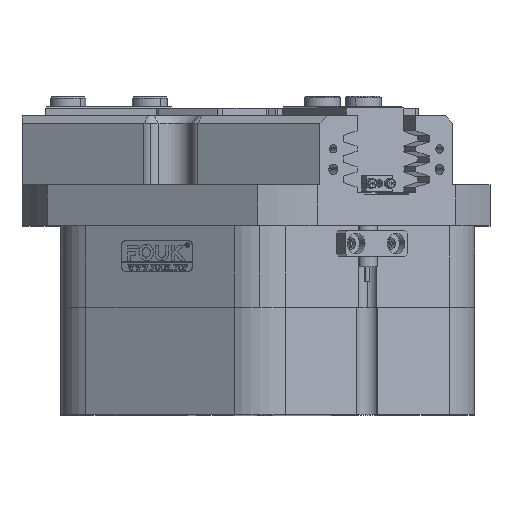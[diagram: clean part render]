
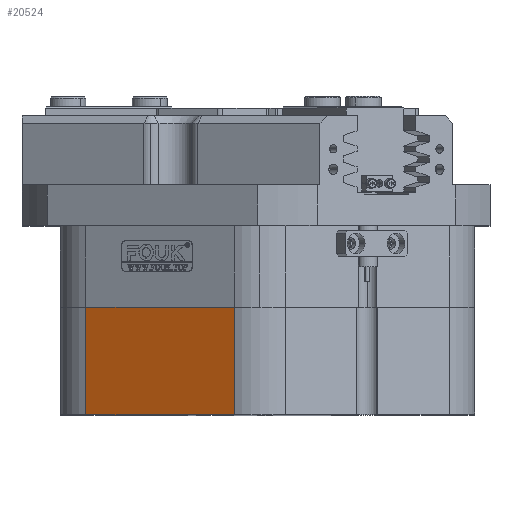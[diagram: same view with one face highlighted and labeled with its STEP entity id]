
A CAD part, top view. The second image highlights one B-rep face of the part: STEP entity #20524.
In plain terms, the highlighted face is planar.
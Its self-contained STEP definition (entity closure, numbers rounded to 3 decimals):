
#1307 = EDGE_CURVE ( 'NONE', #33533, #16907, #25739, .T. ) ;
#1485 = CARTESIAN_POINT ( 'NONE',  ( 12., 0., -87.757 ) ) ;
#1595 = VERTEX_POINT ( 'NONE', #2419 ) ;
#1804 = DIRECTION ( 'NONE',  ( 0.5, 0., -0.866 ) ) ;
#2082 = FACE_OUTER_BOUND ( 'NONE', #35514, .T. ) ;
#2419 = CARTESIAN_POINT ( 'NONE',  ( 70., 0., -54.271 ) ) ;
#3898 = CARTESIAN_POINT ( 'NONE',  ( 12., 42., -87.757 ) ) ;
#4426 = CARTESIAN_POINT ( 'NONE',  ( 164., 42., 0. ) ) ;
#4428 = VECTOR ( 'NONE', #32380, 1000. ) ;
#8956 = DIRECTION ( 'NONE',  ( 0., -1., 0. ) ) ;
#12664 = CARTESIAN_POINT ( 'NONE',  ( 41., 0., -71.014 ) ) ;
#14145 = AXIS2_PLACEMENT_3D ( 'NONE', #34398, #1804, #21686 ) ;
#14261 = VECTOR ( 'NONE', #30935, 1000. ) ;
#16155 = VECTOR ( 'NONE', #8956, 1000. ) ;
#16907 = VERTEX_POINT ( 'NONE', #3898 ) ;
#17475 = EDGE_CURVE ( 'NONE', #1595, #28127, #38206, .T. ) ;
#18552 = CARTESIAN_POINT ( 'NONE',  ( 12., 0., -87.757 ) ) ;
#19056 = ORIENTED_EDGE ( 'NONE', *, *, #1307, .F. ) ;
#20277 = LINE ( 'NONE', #28609, #16155 ) ;
#20476 = DIRECTION ( 'NONE',  ( -0.866, 0., -0.5 ) ) ;
#20524 = ADVANCED_FACE ( 'NONE', ( #2082 ), #24817, .T. ) ;
#21686 = DIRECTION ( 'NONE',  ( -0.866, 0., -0.5 ) ) ;
#22128 = VECTOR ( 'NONE', #20476, 1000. ) ;
#23033 = ORIENTED_EDGE ( 'NONE', *, *, #17475, .T. ) ;
#24032 = CARTESIAN_POINT ( 'NONE',  ( 70., 42., -54.271 ) ) ;
#24735 = EDGE_CURVE ( 'NONE', #33533, #1595, #20277, .T. ) ;
#24817 = PLANE ( 'NONE',  #14145 ) ;
#25739 = LINE ( 'NONE', #4426, #22128 ) ;
#26375 = ORIENTED_EDGE ( 'NONE', *, *, #24735, .T. ) ;
#28127 = VERTEX_POINT ( 'NONE', #18552 ) ;
#28609 = CARTESIAN_POINT ( 'NONE',  ( 70., 0., -54.271 ) ) ;
#30935 = DIRECTION ( 'NONE',  ( 0., 1., 0. ) ) ;
#32380 = DIRECTION ( 'NONE',  ( -0.866, 0., -0.5 ) ) ;
#33172 = LINE ( 'NONE', #1485, #14261 ) ;
#33533 = VERTEX_POINT ( 'NONE', #24032 ) ;
#34398 = CARTESIAN_POINT ( 'NONE',  ( 164., 0., 0. ) ) ;
#35514 = EDGE_LOOP ( 'NONE', ( #19056, #26375, #23033, #42069 ) ) ;
#38206 = LINE ( 'NONE', #12664, #4428 ) ;
#40611 = EDGE_CURVE ( 'NONE', #28127, #16907, #33172, .T. ) ;
#42069 = ORIENTED_EDGE ( 'NONE', *, *, #40611, .T. ) ;
